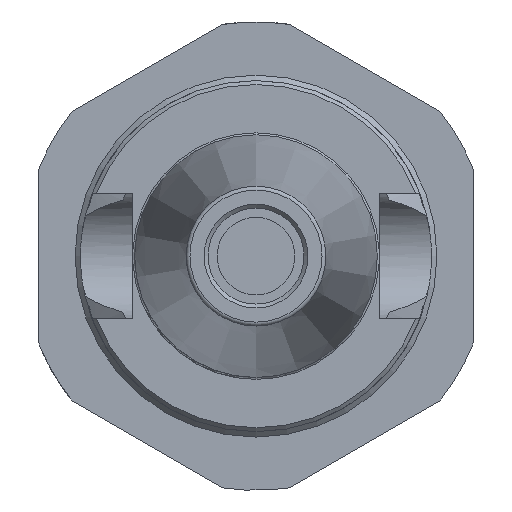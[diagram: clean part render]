
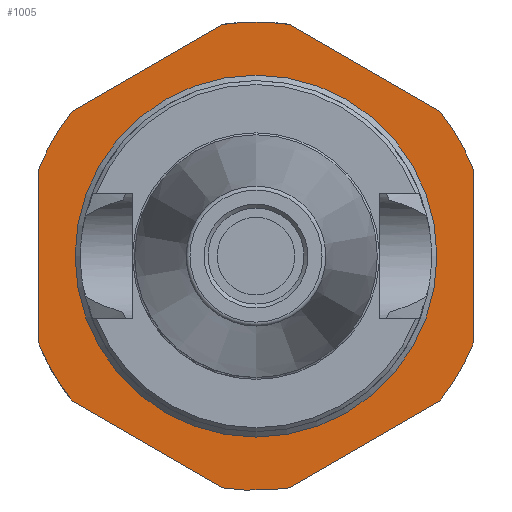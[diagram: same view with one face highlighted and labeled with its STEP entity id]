
A CAD part, left-side view. The second image highlights one B-rep face of the part: STEP entity #1005.
In plain terms, the highlighted planar face has unit normal (-1, 0, 0).
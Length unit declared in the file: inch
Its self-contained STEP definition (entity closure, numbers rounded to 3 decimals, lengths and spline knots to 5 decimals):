
#96=FACE_BOUND('',#163,.T.);
#102=FACE_OUTER_BOUND('',#162,.T.);
#162=EDGE_LOOP('',(#679,#680,#681,#682,#683,#684,#685,#686,#687,#688,#689,
#690));
#163=EDGE_LOOP('',(#691));
#228=CIRCLE('',#1081,1.206);
#229=CIRCLE('',#1082,1.206);
#230=CIRCLE('',#1083,1.206);
#231=CIRCLE('',#1084,1.206);
#232=CIRCLE('',#1085,1.206);
#233=CIRCLE('',#1086,1.206);
#234=CIRCLE('',#1087,0.932);
#297=LINE('',#1543,#361);
#298=LINE('',#1547,#362);
#299=LINE('',#1551,#363);
#300=LINE('',#1555,#364);
#301=LINE('',#1559,#365);
#302=LINE('',#1563,#366);
#361=VECTOR('',#1216,39.37008);
#362=VECTOR('',#1219,39.37008);
#363=VECTOR('',#1222,39.37008);
#364=VECTOR('',#1225,39.37008);
#365=VECTOR('',#1228,39.37008);
#366=VECTOR('',#1231,39.37008);
#425=VERTEX_POINT('',#1541);
#426=VERTEX_POINT('',#1542);
#427=VERTEX_POINT('',#1544);
#428=VERTEX_POINT('',#1546);
#429=VERTEX_POINT('',#1548);
#430=VERTEX_POINT('',#1550);
#431=VERTEX_POINT('',#1552);
#432=VERTEX_POINT('',#1554);
#433=VERTEX_POINT('',#1556);
#434=VERTEX_POINT('',#1558);
#435=VERTEX_POINT('',#1560);
#436=VERTEX_POINT('',#1562);
#437=VERTEX_POINT('',#1565);
#526=EDGE_CURVE('',#425,#426,#297,.T.);
#527=EDGE_CURVE('',#427,#426,#228,.T.);
#528=EDGE_CURVE('',#427,#428,#298,.T.);
#529=EDGE_CURVE('',#429,#428,#229,.T.);
#530=EDGE_CURVE('',#429,#430,#299,.T.);
#531=EDGE_CURVE('',#431,#430,#230,.T.);
#532=EDGE_CURVE('',#431,#432,#300,.T.);
#533=EDGE_CURVE('',#433,#432,#231,.T.);
#534=EDGE_CURVE('',#433,#434,#301,.T.);
#535=EDGE_CURVE('',#435,#434,#232,.T.);
#536=EDGE_CURVE('',#435,#436,#302,.T.);
#537=EDGE_CURVE('',#425,#436,#233,.T.);
#538=EDGE_CURVE('',#437,#437,#234,.T.);
#679=ORIENTED_EDGE('',*,*,#526,.T.);
#680=ORIENTED_EDGE('',*,*,#527,.F.);
#681=ORIENTED_EDGE('',*,*,#528,.T.);
#682=ORIENTED_EDGE('',*,*,#529,.F.);
#683=ORIENTED_EDGE('',*,*,#530,.T.);
#684=ORIENTED_EDGE('',*,*,#531,.F.);
#685=ORIENTED_EDGE('',*,*,#532,.T.);
#686=ORIENTED_EDGE('',*,*,#533,.F.);
#687=ORIENTED_EDGE('',*,*,#534,.T.);
#688=ORIENTED_EDGE('',*,*,#535,.F.);
#689=ORIENTED_EDGE('',*,*,#536,.T.);
#690=ORIENTED_EDGE('',*,*,#537,.F.);
#691=ORIENTED_EDGE('',*,*,#538,.F.);
#985=PLANE('',#1080);
#1005=ADVANCED_FACE('',(#102,#96),#985,.T.);
#1080=AXIS2_PLACEMENT_3D('',#1540,#1214,#1215);
#1081=AXIS2_PLACEMENT_3D('',#1545,#1217,#1218);
#1082=AXIS2_PLACEMENT_3D('',#1549,#1220,#1221);
#1083=AXIS2_PLACEMENT_3D('',#1553,#1223,#1224);
#1084=AXIS2_PLACEMENT_3D('',#1557,#1226,#1227);
#1085=AXIS2_PLACEMENT_3D('',#1561,#1229,#1230);
#1086=AXIS2_PLACEMENT_3D('',#1564,#1232,#1233);
#1087=AXIS2_PLACEMENT_3D('',#1566,#1234,#1235);
#1214=DIRECTION('center_axis',(-1.,0.,0.));
#1215=DIRECTION('ref_axis',(0.,0.,1.));
#1216=DIRECTION('',(0.,0.866,-0.5));
#1217=DIRECTION('center_axis',(1.,0.,0.));
#1218=DIRECTION('ref_axis',(0.,0.,1.));
#1219=DIRECTION('',(0.,0.,-1.));
#1220=DIRECTION('center_axis',(1.,0.,0.));
#1221=DIRECTION('ref_axis',(0.,0.,1.));
#1222=DIRECTION('',(0.,-0.866,-0.5));
#1223=DIRECTION('center_axis',(1.,0.,0.));
#1224=DIRECTION('ref_axis',(0.,0.,1.));
#1225=DIRECTION('',(0.,-0.866,0.5));
#1226=DIRECTION('center_axis',(1.,0.,0.));
#1227=DIRECTION('ref_axis',(0.,0.,1.));
#1228=DIRECTION('',(0.,0.,1.));
#1229=DIRECTION('center_axis',(1.,0.,0.));
#1230=DIRECTION('ref_axis',(0.,0.,1.));
#1231=DIRECTION('',(0.,0.866,0.5));
#1232=DIRECTION('center_axis',(1.,0.,0.));
#1233=DIRECTION('ref_axis',(0.,0.,1.));
#1234=DIRECTION('center_axis',(-1.,0.,0.));
#1235=DIRECTION('ref_axis',(0.,0.,-1.));
#1540=CARTESIAN_POINT('Origin',(1.663,0.,0.));
#1541=CARTESIAN_POINT('',(1.663,0.17267,1.19358));
#1542=CARTESIAN_POINT('',(1.663,0.94733,0.74632));
#1543=CARTESIAN_POINT('',(1.663,0.,1.29326));
#1544=CARTESIAN_POINT('',(1.663,1.12,0.44725));
#1545=CARTESIAN_POINT('Origin',(1.663,0.,0.));
#1546=CARTESIAN_POINT('',(1.663,1.12,-0.44725));
#1547=CARTESIAN_POINT('',(1.663,1.12,0.64663));
#1548=CARTESIAN_POINT('',(1.663,0.94733,-0.74632));
#1549=CARTESIAN_POINT('Origin',(1.663,0.,0.));
#1550=CARTESIAN_POINT('',(1.663,0.17267,-1.19358));
#1551=CARTESIAN_POINT('',(1.663,1.12,-0.64663));
#1552=CARTESIAN_POINT('',(1.663,-0.17267,-1.19358));
#1553=CARTESIAN_POINT('Origin',(1.663,0.,0.));
#1554=CARTESIAN_POINT('',(1.663,-0.94733,-0.74632));
#1555=CARTESIAN_POINT('',(1.663,0.,-1.29326));
#1556=CARTESIAN_POINT('',(1.663,-1.12,-0.44725));
#1557=CARTESIAN_POINT('Origin',(1.663,0.,0.));
#1558=CARTESIAN_POINT('',(1.663,-1.12,0.44725));
#1559=CARTESIAN_POINT('',(1.663,-1.12,-0.64663));
#1560=CARTESIAN_POINT('',(1.663,-0.94733,0.74632));
#1561=CARTESIAN_POINT('Origin',(1.663,0.,0.));
#1562=CARTESIAN_POINT('',(1.663,-0.17267,1.19358));
#1563=CARTESIAN_POINT('',(1.663,-1.12,0.64663));
#1564=CARTESIAN_POINT('Origin',(1.663,0.,0.));
#1565=CARTESIAN_POINT('',(1.663,0.,0.932));
#1566=CARTESIAN_POINT('Origin',(1.663,0.,0.));
